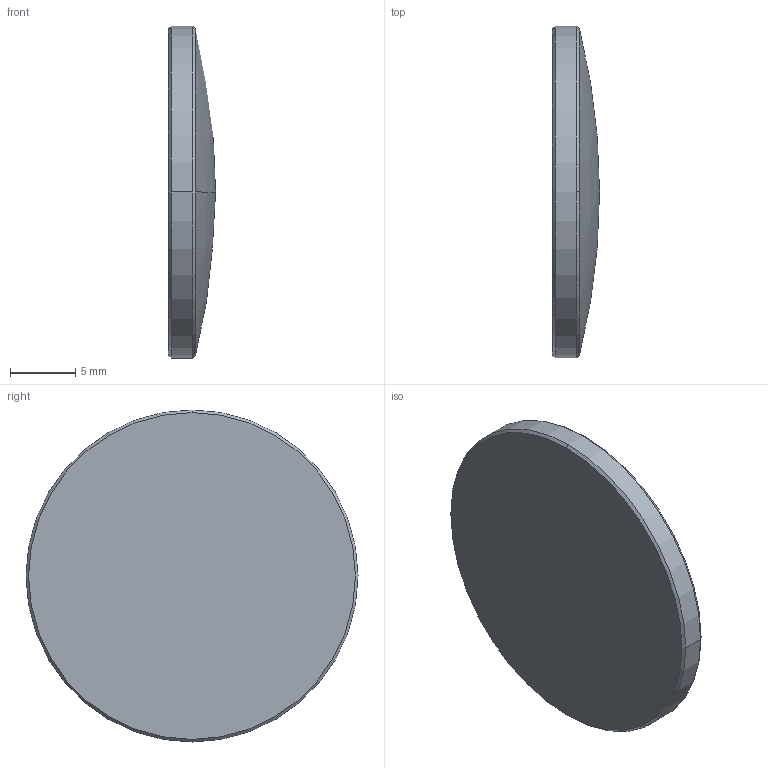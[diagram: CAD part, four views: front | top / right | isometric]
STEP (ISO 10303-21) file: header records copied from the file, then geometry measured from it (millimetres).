
FILE_DESCRIPTION (( 'STEP AP203' ), '1' );
FILE_NAME ('TTN031785-E0W.STEP', '2014-09-16T17:31:57', ( 'admin' ), ( '' ), 'SwSTEP 2.0', 'SolidWorks 2014', '' );
FILE_SCHEMA (( 'CONFIG_CONTROL_DESIGN' ));
Length unit declared in the file: inch
Products named in the file (1): TTN031785-E0W
Bounding box: 3.6 x 25.4 x 25.4 mm (x, y, z)
Volume: 1420.2 mm3; surface area: 1165.5 mm2
Topology: 1 solids, 1 shells, 9 faces, 22 edges, 15 vertices
Faces by surface type: cone 4, cylinder 2, sphere 2, plane 1
Entity records: 359 total; most frequent: DIRECTION 58, CARTESIAN_POINT 47, ORIENTED_EDGE 44, AXIS2_PLACEMENT_3D 26, EDGE_CURVE 22, CIRCLE 16, VERTEX_POINT 15, FACE_OUTER_BOUND 9
